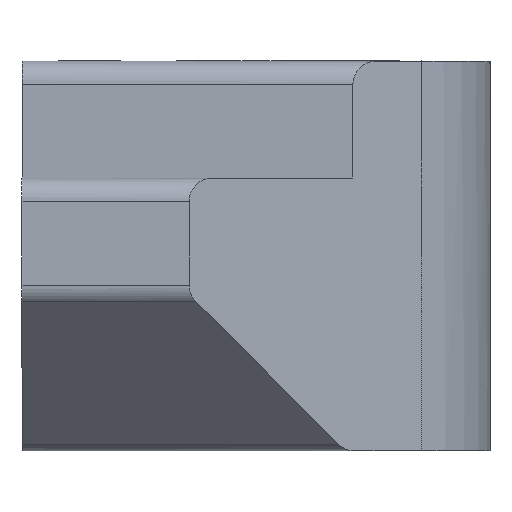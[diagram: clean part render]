
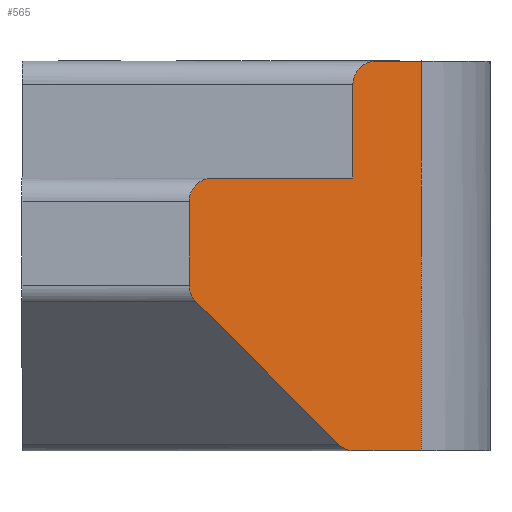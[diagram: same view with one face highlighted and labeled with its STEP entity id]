
A CAD part, left-side view. The second image highlights one B-rep face of the part: STEP entity #565.
In plain terms, the highlighted planar face has unit normal (-0.707, -0.707, 0).
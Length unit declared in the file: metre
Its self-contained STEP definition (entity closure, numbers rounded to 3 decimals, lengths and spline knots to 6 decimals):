
#29=ELLIPSE('',#630,0.000424,0.0003);
#30=ELLIPSE('',#631,0.000424,0.0003);
#31=ELLIPSE('',#632,0.000424,0.0003);
#32=ELLIPSE('',#633,0.000424,0.0003);
#154=ORIENTED_EDGE('',*,*,#258,.F.);
#155=ORIENTED_EDGE('',*,*,#291,.T.);
#156=ORIENTED_EDGE('',*,*,#218,.F.);
#157=ORIENTED_EDGE('',*,*,#292,.T.);
#158=ORIENTED_EDGE('',*,*,#240,.T.);
#159=ORIENTED_EDGE('',*,*,#246,.F.);
#160=ORIENTED_EDGE('',*,*,#293,.T.);
#161=ORIENTED_EDGE('',*,*,#247,.F.);
#162=ORIENTED_EDGE('',*,*,#294,.T.);
#163=ORIENTED_EDGE('',*,*,#289,.F.);
#164=ORIENTED_EDGE('',*,*,#295,.T.);
#218=EDGE_CURVE('',#301,#302,#356,.T.);
#240=EDGE_CURVE('',#319,#320,#369,.T.);
#246=EDGE_CURVE('',#324,#320,#375,.T.);
#247=EDGE_CURVE('',#325,#326,#376,.T.);
#258=EDGE_CURVE('',#336,#337,#384,.T.);
#289=EDGE_CURVE('',#354,#355,#406,.F.);
#291=EDGE_CURVE('',#336,#302,#408,.F.);
#292=EDGE_CURVE('',#301,#319,#29,.T.);
#293=EDGE_CURVE('',#324,#326,#30,.T.);
#294=EDGE_CURVE('',#325,#355,#31,.T.);
#295=EDGE_CURVE('',#354,#337,#32,.T.);
#301=VERTEX_POINT('',#826);
#302=VERTEX_POINT('',#827);
#319=VERTEX_POINT('',#871);
#320=VERTEX_POINT('',#872);
#324=VERTEX_POINT('',#882);
#325=VERTEX_POINT('',#886);
#326=VERTEX_POINT('',#887);
#336=VERTEX_POINT('',#908);
#337=VERTEX_POINT('',#910);
#354=VERTEX_POINT('',#965);
#355=VERTEX_POINT('',#967);
#356=LINE('',#825,#410);
#369=LINE('',#870,#423);
#375=LINE('',#883,#429);
#376=LINE('',#885,#430);
#384=LINE('',#909,#438);
#406=LINE('',#966,#460);
#408=LINE('',#971,#462);
#410=VECTOR('',#653,1.);
#423=VECTOR('',#694,1.);
#429=VECTOR('',#702,1.);
#430=VECTOR('',#705,1.);
#438=VECTOR('',#721,1.);
#460=VECTOR('',#777,1.);
#462=VECTOR('',#783,1.);
#484=EDGE_LOOP('',(#154,#155,#156,#157,#158,#159,#160,#161,#162,#163,#164));
#516=FACE_BOUND('',#484,.T.);
#545=PLANE('',#629);
#565=ADVANCED_FACE('',(#516),#545,.T.);
#629=AXIS2_PLACEMENT_3D('',#970,#781,#782);
#630=AXIS2_PLACEMENT_3D('',#972,#784,#785);
#631=AXIS2_PLACEMENT_3D('',#973,#786,#787);
#632=AXIS2_PLACEMENT_3D('',#974,#788,#789);
#633=AXIS2_PLACEMENT_3D('',#975,#790,#791);
#653=DIRECTION('',(0.707,-0.707,0.));
#694=DIRECTION('',(0.,0.,-1.));
#702=DIRECTION('',(0.707,-0.707,0.));
#705=DIRECTION('',(0.,0.,1.));
#721=DIRECTION('',(-0.707,0.707,0.));
#777=DIRECTION('',(0.577,-0.577,-0.577));
#781=DIRECTION('',(-0.707,-0.707,0.));
#782=DIRECTION('',(0.707,-0.707,0.));
#783=DIRECTION('',(0.,0.,-1.));
#784=DIRECTION('',(-0.707,-0.707,0.));
#785=DIRECTION('',(-0.707,0.707,0.));
#786=DIRECTION('',(-0.707,-0.707,0.));
#787=DIRECTION('',(-0.707,0.707,0.));
#788=DIRECTION('',(-0.707,-0.707,0.));
#789=DIRECTION('',(-0.707,0.707,0.));
#790=DIRECTION('',(-0.707,-0.707,0.));
#791=DIRECTION('',(0.707,-0.707,0.));
#825=CARTESIAN_POINT('',(-0.002121,-0.002121,0.0025));
#826=CARTESIAN_POINT('',(-0.0027,-0.001543,0.0025));
#827=CARTESIAN_POINT('',(-0.002121,-0.002121,0.0025));
#870=CARTESIAN_POINT('',(-0.003,-0.001243,0.00175));
#871=CARTESIAN_POINT('',(-0.003,-0.001243,0.0022));
#872=CARTESIAN_POINT('',(-0.003,-0.001243,0.001));
#882=CARTESIAN_POINT('',(-0.0048,0.000557,0.001));
#883=CARTESIAN_POINT('',(-0.002646,-0.001596,0.001));
#885=CARTESIAN_POINT('',(-0.0051,0.000857,-0.00075));
#886=CARTESIAN_POINT('',(-0.0051,0.000857,-0.000376));
#887=CARTESIAN_POINT('',(-0.0051,0.000857,0.0007));
#908=CARTESIAN_POINT('',(-0.002121,-0.002121,-0.0025));
#909=CARTESIAN_POINT('',(-0.000621,-0.003621,-0.0025));
#910=CARTESIAN_POINT('',(-0.002976,-0.001267,-0.0025));
#965=CARTESIAN_POINT('',(-0.003188,-0.001055,-0.002412));
#966=CARTESIAN_POINT('',(-0.002481,-0.001762,-0.003119));
#967=CARTESIAN_POINT('',(-0.005012,0.000769,-0.000588));
#970=CARTESIAN_POINT('',(-0.002121,-0.002121,-0.015667));
#971=CARTESIAN_POINT('',(-0.002121,-0.002121,-0.015667));
#972=CARTESIAN_POINT('',(-0.0027,-0.001543,0.0022));
#973=CARTESIAN_POINT('',(-0.0048,0.000557,0.0007));
#974=CARTESIAN_POINT('',(-0.0048,0.000557,-0.000376));
#975=CARTESIAN_POINT('',(-0.002976,-0.001267,-0.0022));
